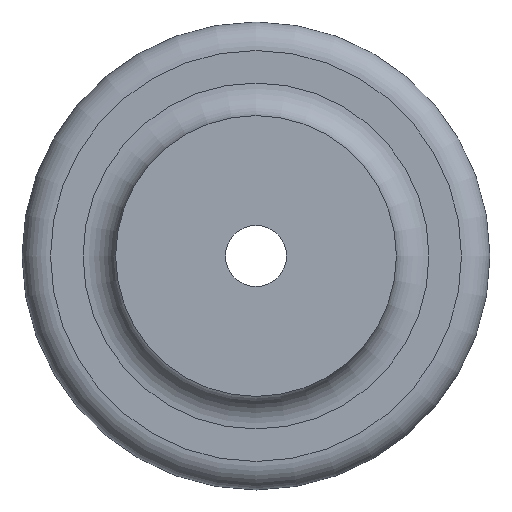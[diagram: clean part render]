
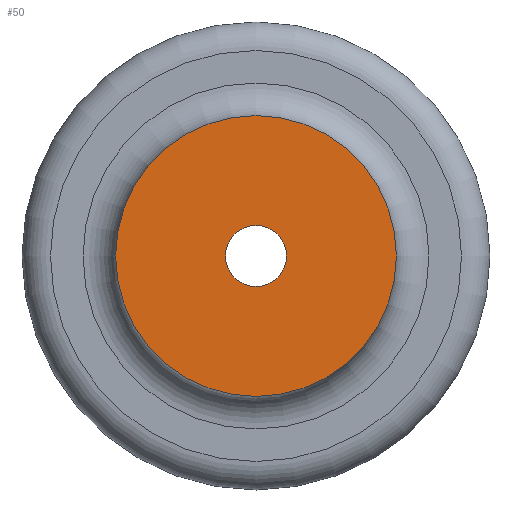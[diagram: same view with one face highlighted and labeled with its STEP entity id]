
A CAD part, front view. The second image highlights one B-rep face of the part: STEP entity #50.
In plain terms, the highlighted planar face has unit normal (0, -1, 0).
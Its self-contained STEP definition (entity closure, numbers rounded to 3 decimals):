
#50=ADVANCED_FACE('',(#72,#73),#69,.F.);
#69=PLANE('',#246);
#72=FACE_BOUND('',#110,.T.);
#73=FACE_BOUND('',#111,.T.);
#110=EDGE_LOOP('',(#148));
#111=EDGE_LOOP('',(#149));
#148=ORIENTED_EDGE('',*,*,#205,.F.);
#149=ORIENTED_EDGE('',*,*,#206,.T.);
#186=VERTEX_POINT('',#362);
#187=VERTEX_POINT('',#364);
#205=EDGE_CURVE('',#186,#186,#224,.T.);
#206=EDGE_CURVE('',#187,#187,#225,.T.);
#224=CIRCLE('',#244,1.725);
#225=CIRCLE('',#245,0.375);
#244=AXIS2_PLACEMENT_3D('',#361,#284,#285);
#245=AXIS2_PLACEMENT_3D('',#363,#286,#287);
#246=AXIS2_PLACEMENT_3D('',#365,#288,#289);
#284=DIRECTION('',(0.,1.,0.));
#285=DIRECTION('',(0.,0.,1.));
#286=DIRECTION('',(0.,1.,0.));
#287=DIRECTION('',(0.,0.,1.));
#288=DIRECTION('',(0.,1.,0.));
#289=DIRECTION('',(0.,0.,1.));
#361=CARTESIAN_POINT('',(0.,11.671,15.174));
#362=CARTESIAN_POINT('',(0.,11.671,16.899));
#363=CARTESIAN_POINT('',(0.,11.671,15.174));
#364=CARTESIAN_POINT('',(0.,11.671,15.549));
#365=CARTESIAN_POINT('',(0.,11.671,14.799));
